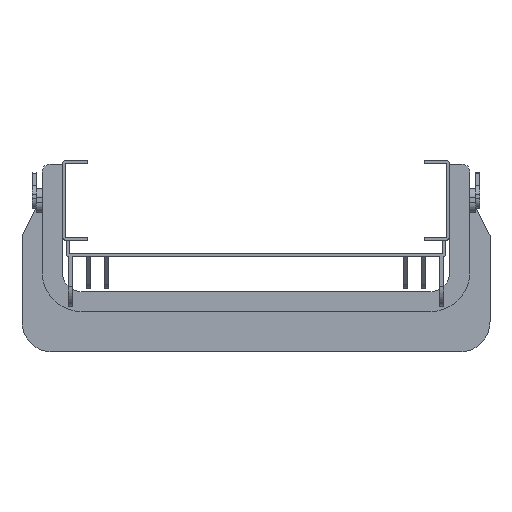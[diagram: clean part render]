
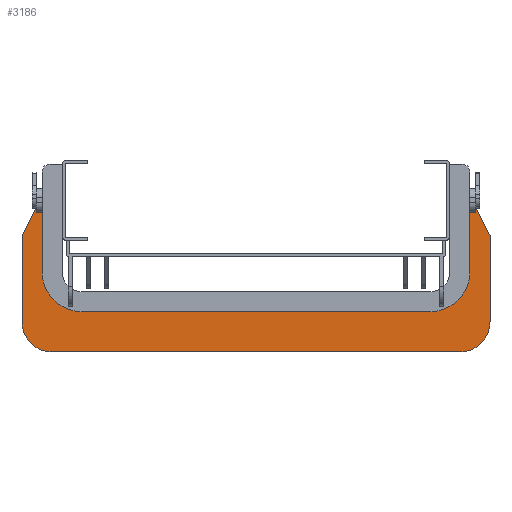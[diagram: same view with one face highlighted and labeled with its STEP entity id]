
A CAD part, front view. The second image highlights one B-rep face of the part: STEP entity #3186.
In plain terms, the highlighted planar face has unit normal (0, -1, 0).
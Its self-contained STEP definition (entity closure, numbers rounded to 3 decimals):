
#13 = VERTEX_POINT ( 'NONE', #6246 ) ;
#16 = VERTEX_POINT ( 'NONE', #4234 ) ;
#35 = LINE ( 'NONE', #6161, #3964 ) ;
#150 = CARTESIAN_POINT ( 'NONE',  ( -583., 800., -88. ) ) ;
#253 = EDGE_CURVE ( 'NONE', #5641, #13, #1856, .T. ) ;
#362 = CARTESIAN_POINT ( 'NONE',  ( -508., 800., -378. ) ) ;
#465 = EDGE_CURVE ( 'NONE', #2732, #3376, #4245, .T. ) ;
#494 = VECTOR ( 'NONE', #8024, 1000. ) ;
#508 = DIRECTION ( 'NONE',  ( 0., 0., 1. ) ) ;
#624 = VECTOR ( 'NONE', #508, 1000. ) ;
#632 = VECTOR ( 'NONE', #6111, 1000. ) ;
#790 = CARTESIAN_POINT ( 'NONE',  ( 483., 800., 62. ) ) ;
#793 = DIRECTION ( 'NONE',  ( 0., 0., 1. ) ) ;
#799 = ORIENTED_EDGE ( 'NONE', *, *, #1058, .F. ) ;
#874 = DIRECTION ( 'NONE',  ( 0., 0., 1. ) ) ;
#1016 = CARTESIAN_POINT ( 'NONE',  ( 583., 800., -303. ) ) ;
#1026 = VERTEX_POINT ( 'NONE', #5997 ) ;
#1058 = EDGE_CURVE ( 'NONE', #7388, #16, #1848, .T. ) ;
#1277 = PLANE ( 'NONE',  #1675 ) ;
#1282 = CIRCLE ( 'NONE', #8241, 75. ) ;
#1379 = EDGE_CURVE ( 'NONE', #4851, #5641, #2658, .T. ) ;
#1403 = ORIENTED_EDGE ( 'NONE', *, *, #465, .F. ) ;
#1558 = ORIENTED_EDGE ( 'NONE', *, *, #2535, .F. ) ;
#1607 = CARTESIAN_POINT ( 'NONE',  ( 483., 800., -178. ) ) ;
#1660 = VERTEX_POINT ( 'NONE', #1016 ) ;
#1675 = AXIS2_PLACEMENT_3D ( 'NONE', #6422, #5093, #5142 ) ;
#1790 = CARTESIAN_POINT ( 'NONE',  ( -483., 800., 62. ) ) ;
#1848 = LINE ( 'NONE', #2234, #6961 ) ;
#1856 = LINE ( 'NONE', #150, #5067 ) ;
#1858 = CARTESIAN_POINT ( 'NONE',  ( 583., 800., -88. ) ) ;
#2139 = CARTESIAN_POINT ( 'NONE',  ( 483., 800., 62. ) ) ;
#2168 = CARTESIAN_POINT ( 'NONE',  ( 508., 800., -303. ) ) ;
#2170 = DIRECTION ( 'NONE',  ( 1., 0., 0. ) ) ;
#2231 = CARTESIAN_POINT ( 'NONE',  ( -583., 800., -303. ) ) ;
#2234 = CARTESIAN_POINT ( 'NONE',  ( 508., 800., 62. ) ) ;
#2535 = EDGE_CURVE ( 'NONE', #8118, #6974, #7578, .T. ) ;
#2562 = VECTOR ( 'NONE', #3193, 1000. ) ;
#2574 = EDGE_CURVE ( 'NONE', #8074, #7810, #7381, .T. ) ;
#2658 = CIRCLE ( 'NONE', #4214, 75. ) ;
#2657 = LINE ( 'NONE', #1858, #5258 ) ;
#2724 = ORIENTED_EDGE ( 'NONE', *, *, #7013, .F. ) ;
#2732 = VERTEX_POINT ( 'NONE', #6975 ) ;
#2858 = LINE ( 'NONE', #2139, #5468 ) ;
#2918 = AXIS2_PLACEMENT_3D ( 'NONE', #5023, #7005, #4965 ) ;
#2969 = EDGE_CURVE ( 'NONE', #7488, #7130, #6578, .T. ) ;
#3011 = LINE ( 'NONE', #362, #494 ) ;
#3033 = DIRECTION ( 'NONE',  ( 0., 1., 0. ) ) ;
#3058 = LINE ( 'NONE', #1607, #632 ) ;
#3186 = ADVANCED_FACE ( 'NONE', ( #5967 ), #1277, .T. ) ;
#3193 = DIRECTION ( 'NONE',  ( 0., 0., -1. ) ) ;
#3200 = CARTESIAN_POINT ( 'NONE',  ( -508., 800., 62. ) ) ;
#3347 = CARTESIAN_POINT ( 'NONE',  ( -433., 800., -228. ) ) ;
#3376 = VERTEX_POINT ( 'NONE', #790 ) ;
#3453 = EDGE_CURVE ( 'NONE', #3376, #7388, #2858, .T. ) ;
#3518 = ORIENTED_EDGE ( 'NONE', *, *, #3453, .F. ) ;
#3555 = DIRECTION ( 'NONE',  ( 0.447, 0., -0.894 ) ) ;
#3558 = EDGE_CURVE ( 'NONE', #1026, #2732, #3058, .T. ) ;
#3612 = DIRECTION ( 'NONE',  ( 0., 0., -1. ) ) ;
#3829 = ORIENTED_EDGE ( 'NONE', *, *, #6597, .F. ) ;
#3831 = ORIENTED_EDGE ( 'NONE', *, *, #2574, .F. ) ;
#3964 = VECTOR ( 'NONE', #4946, 1000. ) ;
#3993 = EDGE_CURVE ( 'NONE', #16, #1660, #2657, .T. ) ;
#4156 = DIRECTION ( 'NONE',  ( 0., -1., 0. ) ) ;
#4167 = ORIENTED_EDGE ( 'NONE', *, *, #253, .F. ) ;
#4171 = VECTOR ( 'NONE', #5508, 1000. ) ;
#4214 = AXIS2_PLACEMENT_3D ( 'NONE', #4291, #3033, #4315 ) ;
#4234 = CARTESIAN_POINT ( 'NONE',  ( 583., 800., -88. ) ) ;
#4245 = LINE ( 'NONE', #6846, #624 ) ;
#4291 = CARTESIAN_POINT ( 'NONE',  ( -508., 800., -303. ) ) ;
#4315 = DIRECTION ( 'NONE',  ( 0., 0., -1. ) ) ;
#4324 = ORIENTED_EDGE ( 'NONE', *, *, #7663, .F. ) ;
#4336 = DIRECTION ( 'NONE',  ( 1., 0., 0. ) ) ;
#4701 = EDGE_CURVE ( 'NONE', #6974, #8074, #7200, .T. ) ;
#4782 = DIRECTION ( 'NONE',  ( 0., 0., -1. ) ) ;
#4826 = CARTESIAN_POINT ( 'NONE',  ( -483., 800., -178. ) ) ;
#4851 = VERTEX_POINT ( 'NONE', #6639 ) ;
#4946 = DIRECTION ( 'NONE',  ( 0.447, 0., 0.894 ) ) ;
#4965 = DIRECTION ( 'NONE',  ( 0., 0., 1. ) ) ;
#5009 = ORIENTED_EDGE ( 'NONE', *, *, #7089, .F. ) ;
#5018 = VERTEX_POINT ( 'NONE', #7354 ) ;
#5023 = CARTESIAN_POINT ( 'NONE',  ( -433., 800., -178. ) ) ;
#5067 = VECTOR ( 'NONE', #793, 1000. ) ;
#5076 = EDGE_LOOP ( 'NONE', ( #3829, #7143, #5009, #4167, #6976, #4324, #7549, #7689, #799, #3518, #1403, #5661, #2724, #3831, #7927, #1558 ) ) ;
#5093 = DIRECTION ( 'NONE',  ( 0., -1., 0. ) ) ;
#5142 = DIRECTION ( 'NONE',  ( 0., 0., -1. ) ) ;
#5257 = CIRCLE ( 'NONE', #8034, 50. ) ;
#5258 = VECTOR ( 'NONE', #3612, 1000. ) ;
#5461 = EDGE_CURVE ( 'NONE', #1660, #5018, #1282, .T. ) ;
#5468 = VECTOR ( 'NONE', #2170, 1000. ) ;
#5508 = DIRECTION ( 'NONE',  ( 0., 0., -1. ) ) ;
#5641 = VERTEX_POINT ( 'NONE', #2231 ) ;
#5661 = ORIENTED_EDGE ( 'NONE', *, *, #3558, .F. ) ;
#5858 = CARTESIAN_POINT ( 'NONE',  ( 508., 800., 62. ) ) ;
#5967 = FACE_OUTER_BOUND ( 'NONE', #5076, .T. ) ;
#5997 = CARTESIAN_POINT ( 'NONE',  ( 483., 800., -178. ) ) ;
#6111 = DIRECTION ( 'NONE',  ( 0., 0., 1. ) ) ;
#6161 = CARTESIAN_POINT ( 'NONE',  ( -508., 800., 62. ) ) ;
#6246 = CARTESIAN_POINT ( 'NONE',  ( -583., 800., -88. ) ) ;
#6422 = CARTESIAN_POINT ( 'NONE',  ( -508., 800., -303. ) ) ;
#6578 = LINE ( 'NONE', #1790, #7270 ) ;
#6597 = EDGE_CURVE ( 'NONE', #7130, #8118, #8160, .T. ) ;
#6639 = CARTESIAN_POINT ( 'NONE',  ( -508., 800., -378. ) ) ;
#6659 = CARTESIAN_POINT ( 'NONE',  ( -483., 800., -90. ) ) ;
#6835 = CARTESIAN_POINT ( 'NONE',  ( 433., 800., -228. ) ) ;
#6846 = CARTESIAN_POINT ( 'NONE',  ( 483., 800., -178. ) ) ;
#6863 = CARTESIAN_POINT ( 'NONE',  ( 433., 800., -228. ) ) ;
#6872 = CARTESIAN_POINT ( 'NONE',  ( -483., 800., 62. ) ) ;
#6886 = VECTOR ( 'NONE', #4336, 1000. ) ;
#6961 = VECTOR ( 'NONE', #3555, 1000. ) ;
#6974 = VERTEX_POINT ( 'NONE', #7992 ) ;
#6975 = CARTESIAN_POINT ( 'NONE',  ( 483., 800., -90. ) ) ;
#6976 = ORIENTED_EDGE ( 'NONE', *, *, #1379, .F. ) ;
#7005 = DIRECTION ( 'NONE',  ( 0., -1., 0. ) ) ;
#7013 = EDGE_CURVE ( 'NONE', #7810, #1026, #5257, .T. ) ;
#7026 = CARTESIAN_POINT ( 'NONE',  ( -483., 800., -178. ) ) ;
#7089 = EDGE_CURVE ( 'NONE', #13, #7488, #35, .T. ) ;
#7130 = VERTEX_POINT ( 'NONE', #6872 ) ;
#7143 = ORIENTED_EDGE ( 'NONE', *, *, #2969, .F. ) ;
#7200 = CIRCLE ( 'NONE', #2918, 50. ) ;
#7270 = VECTOR ( 'NONE', #8078, 1000. ) ;
#7323 = CARTESIAN_POINT ( 'NONE',  ( 433., 800., -178. ) ) ;
#7354 = CARTESIAN_POINT ( 'NONE',  ( 508., 800., -378. ) ) ;
#7381 = LINE ( 'NONE', #6863, #6886 ) ;
#7388 = VERTEX_POINT ( 'NONE', #5858 ) ;
#7488 = VERTEX_POINT ( 'NONE', #3200 ) ;
#7549 = ORIENTED_EDGE ( 'NONE', *, *, #5461, .F. ) ;
#7578 = LINE ( 'NONE', #4826, #4171 ) ;
#7663 = EDGE_CURVE ( 'NONE', #5018, #4851, #3011, .T. ) ;
#7689 = ORIENTED_EDGE ( 'NONE', *, *, #3993, .F. ) ;
#7810 = VERTEX_POINT ( 'NONE', #6835 ) ;
#7898 = DIRECTION ( 'NONE',  ( 0., 1., 0. ) ) ;
#7927 = ORIENTED_EDGE ( 'NONE', *, *, #4701, .F. ) ;
#7992 = CARTESIAN_POINT ( 'NONE',  ( -483., 800., -178. ) ) ;
#8024 = DIRECTION ( 'NONE',  ( -1., 0., 0. ) ) ;
#8034 = AXIS2_PLACEMENT_3D ( 'NONE', #7323, #4156, #4782 ) ;
#8074 = VERTEX_POINT ( 'NONE', #3347 ) ;
#8078 = DIRECTION ( 'NONE',  ( 1., 0., 0. ) ) ;
#8118 = VERTEX_POINT ( 'NONE', #6659 ) ;
#8160 = LINE ( 'NONE', #7026, #2562 ) ;
#8241 = AXIS2_PLACEMENT_3D ( 'NONE', #2168, #7898, #874 ) ;
